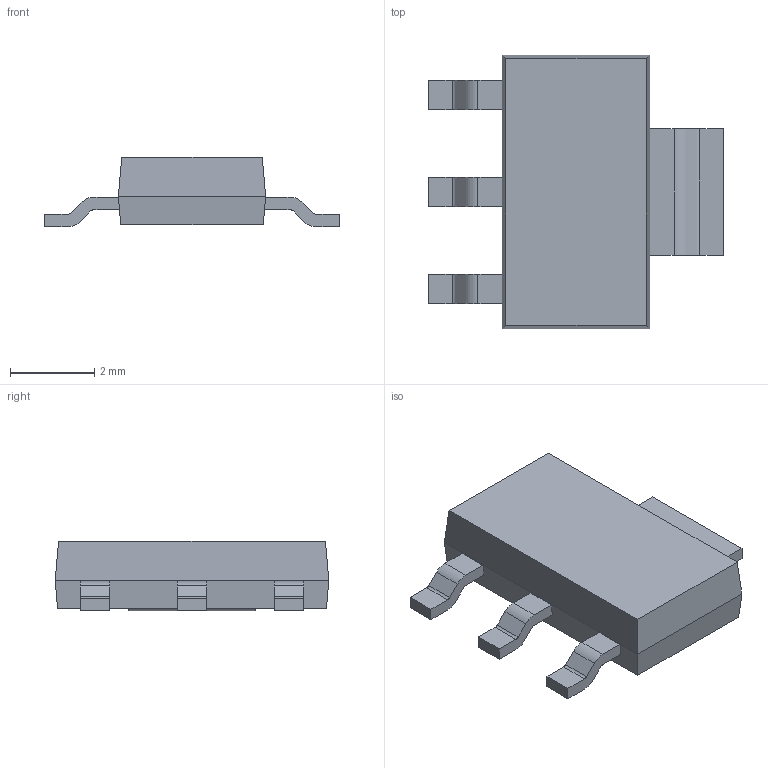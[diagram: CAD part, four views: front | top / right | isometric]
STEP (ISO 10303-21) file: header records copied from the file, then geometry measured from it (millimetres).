
FILE_DESCRIPTION(/* description */ (''),/* implementation_level */ '2;1');
FILE_NAME(/* name */ 'P205_SOT223.stp',/* time_stamp */ '2020-02-21T13:19:44+01:00',/* author */ (''),/* organization */ (''),/* preprocessor_version */ 'ST-DEVELOPER v14',/* originating_system */ 'SIEMENS PLM Software NX 8.0',/* authorisation */ '');
FILE_SCHEMA (('AUTOMOTIVE_DESIGN { 1 0 10303 214 3 1 1 1 }'));
Length unit declared in the file: millimetre
Products named in the file (1): P205_SOT223-Body
Bounding box: 7 x 6.5 x 1.65 mm (x, y, z)
Volume: 38.2 mm3; surface area: 101.5 mm2
Topology: 5 solids, 5 shells, 66 faces, 164 edges, 110 vertices
Faces by surface type: plane 50, cylinder 16
Entity records: 2037 total; most frequent: CARTESIAN_POINT 341, DIRECTION 330, ORIENTED_EDGE 328, EDGE_CURVE 164, LINE 132, VECTOR 132, VERTEX_POINT 108, AXIS2_PLACEMENT_3D 99
